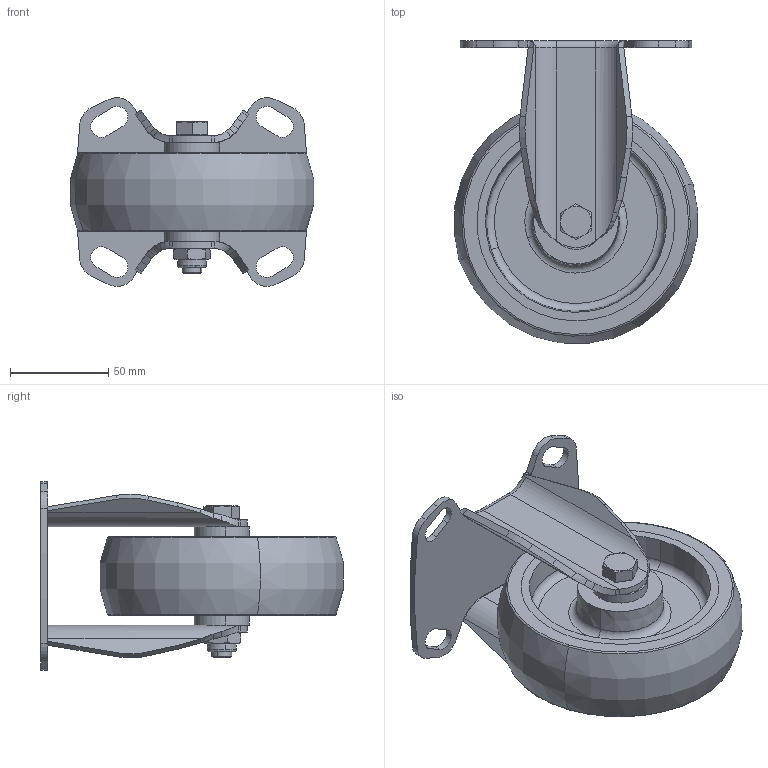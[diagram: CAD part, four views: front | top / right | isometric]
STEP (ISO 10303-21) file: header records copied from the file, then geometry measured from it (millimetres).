
FILE_DESCRIPTION (( 'STEP AP203' ), '1' );
FILE_NAME ('11510500601023.STEP', '2025-04-29T11:55:01', ( '20241006' ), ( '' ), 'SwSTEP 2.0', 'SolidWorks 2021', '' );
FILE_SCHEMA (( 'CONFIG_CONTROL_DESIGN' ));
Length unit declared in the file: millimetre
Products named in the file (7): 11510500531013^5''''51系列D型底板固定架组（外观图用）.STEP; 复件 (2) ^11510500531013_5''''51系列D型底板固定架组（外观图用）.STEP; POM套管F(ψ15xψ12.3x15凸緣28x8.75)黑; ^11510500531013_5''''51系列D型底板固定架组（外观图用）.STEP; 复件 (3) ^11510500531013_5''''51系列D型底板固定架组（外观图用）.STEP; 11510500601023; 5''''''AQPU謫俋夤芞_蕼偞
Assembly tree (7 placements, depth 3):
  11510500601023
    11510500531013^5''''51系列D型底板固定架组（外观图用）.STEP
      ^11510500531013_5''''51系列D型底板固定架组（外观图用）.STEP
      复件 (2) ^11510500531013_5''''51系列D型底板固定架组（外观图用）.STEP
      复件 (3) ^11510500531013_5''''51系列D型底板固定架组（外观图用）.STEP
    5''''''AQPU謫俋夤芞_蕼偞
    POM套管F(ψ15xψ12.3x15凸緣28x8.75)黑  x2
Bounding box: 123.46 x 153.73 x 95.76 mm (x, y, z)
Volume: 383199.6 mm3; surface area: 98061.9 mm2
Topology: 6 solids, 6 shells, 485 faces, 1213 edges, 783 vertices
Faces by surface type: plane 243, cylinder 102, bspline 88, cone 30, torus 22
Entity records: 19772 total; most frequent: CARTESIAN_POINT 8034, ORIENTED_EDGE 2402, DIRECTION 2043, EDGE_CURVE 1201, VERTEX_POINT 775, LINE 695, VECTOR 695, AXIS2_PLACEMENT_3D 674
